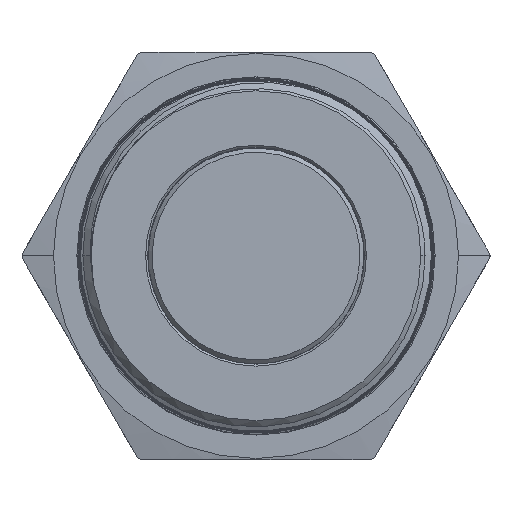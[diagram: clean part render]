
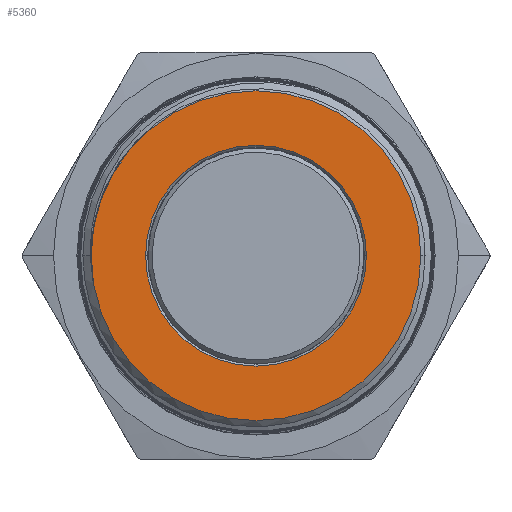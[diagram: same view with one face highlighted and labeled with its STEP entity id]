
A CAD part, top view. The second image highlights one B-rep face of the part: STEP entity #5360.
In plain terms, the highlighted planar face has unit normal (0, 0, 1).
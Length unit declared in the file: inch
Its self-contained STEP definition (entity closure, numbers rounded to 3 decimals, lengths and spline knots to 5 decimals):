
#123 = CIRCLE ( 'NONE', #957, 1.085 ) ;
#146 = CIRCLE ( 'NONE', #961, 1.085 ) ;
#463 = CARTESIAN_POINT ( 'NONE',  ( 0., 0., 1.88 ) ) ;
#464 = DIRECTION ( 'NONE',  ( 0., 0., 1. ) ) ;
#465 = DIRECTION ( 'NONE',  ( 1., 0., 0. ) ) ;
#535 = CARTESIAN_POINT ( 'NONE',  ( 0., 0., 1.88 ) ) ;
#536 = DIRECTION ( 'NONE',  ( 0., 0., 1. ) ) ;
#537 = DIRECTION ( 'NONE',  ( 1., 0., 0. ) ) ;
#637 = DIRECTION ( 'NONE',  ( 0., 0., 1. ) ) ;
#638 = CARTESIAN_POINT ( 'NONE',  ( 0., 0., 1.88 ) ) ;
#640 = PLANE ( 'NONE',  #2970 ) ;
#642 = DIRECTION ( 'NONE',  ( 1., 0., 0. ) ) ;
#957 = AXIS2_PLACEMENT_3D ( 'NONE', #6130, #6131, #6132 ) ;
#961 = AXIS2_PLACEMENT_3D ( 'NONE', #6186, #6187, #6188 ) ;
#1700 = EDGE_LOOP ( 'NONE', ( #3160, #3161 ) ) ;
#1888 = EDGE_CURVE ( 'NONE', #7281, #7253, #7403, .T. ) ;
#1893 = EDGE_CURVE ( 'NONE', #7253, #7281, #7405, .T. ) ;
#2943 = AXIS2_PLACEMENT_3D ( 'NONE', #463, #464, #465 ) ;
#2944 = AXIS2_PLACEMENT_3D ( 'NONE', #535, #536, #537 ) ;
#2970 = AXIS2_PLACEMENT_3D ( 'NONE', #638, #637, #642 ) ;
#3160 = ORIENTED_EDGE ( 'NONE', *, *, #8263, .T. ) ;
#3161 = ORIENTED_EDGE ( 'NONE', *, *, #8272, .T. ) ;
#3162 = ORIENTED_EDGE ( 'NONE', *, *, #1893, .T. ) ;
#3163 = ORIENTED_EDGE ( 'NONE', *, *, #1888, .T. ) ;
#3209 = EDGE_LOOP ( 'NONE', ( #3162, #3163 ) ) ;
#5360 = ADVANCED_FACE ( 'NONE', ( #7416, #7445 ), #640, .T. ) ;
#6000 = CARTESIAN_POINT ( 'NONE',  ( -1.62031, 0., 1.88 ) ) ;
#6021 = CARTESIAN_POINT ( 'NONE',  ( 1.085, 0., 1.88 ) ) ;
#6022 = CARTESIAN_POINT ( 'NONE',  ( -1.085, 0., 1.88 ) ) ;
#6031 = CARTESIAN_POINT ( 'NONE',  ( 1.62031, 0., 1.88 ) ) ;
#6130 = CARTESIAN_POINT ( 'NONE',  ( 0., 0., 1.88 ) ) ;
#6131 = DIRECTION ( 'NONE',  ( 0., 0., -1. ) ) ;
#6132 = DIRECTION ( 'NONE',  ( -1., 0., 0. ) ) ;
#6186 = CARTESIAN_POINT ( 'NONE',  ( 0., 0., 1.88 ) ) ;
#6187 = DIRECTION ( 'NONE',  ( 0., 0., -1. ) ) ;
#6188 = DIRECTION ( 'NONE',  ( -1., 0., 0. ) ) ;
#7253 = VERTEX_POINT ( 'NONE', #6000 ) ;
#7269 = VERTEX_POINT ( 'NONE', #6021 ) ;
#7270 = VERTEX_POINT ( 'NONE', #6022 ) ;
#7281 = VERTEX_POINT ( 'NONE', #6031 ) ;
#7403 = CIRCLE ( 'NONE', #2943, 1.62031 ) ;
#7405 = CIRCLE ( 'NONE', #2944, 1.62031 ) ;
#7416 = FACE_BOUND ( 'NONE', #1700, .T. ) ;
#7445 = FACE_OUTER_BOUND ( 'NONE', #3209, .T. ) ;
#8263 = EDGE_CURVE ( 'NONE', #7269, #7270, #123, .T. ) ;
#8272 = EDGE_CURVE ( 'NONE', #7270, #7269, #146, .T. ) ;
